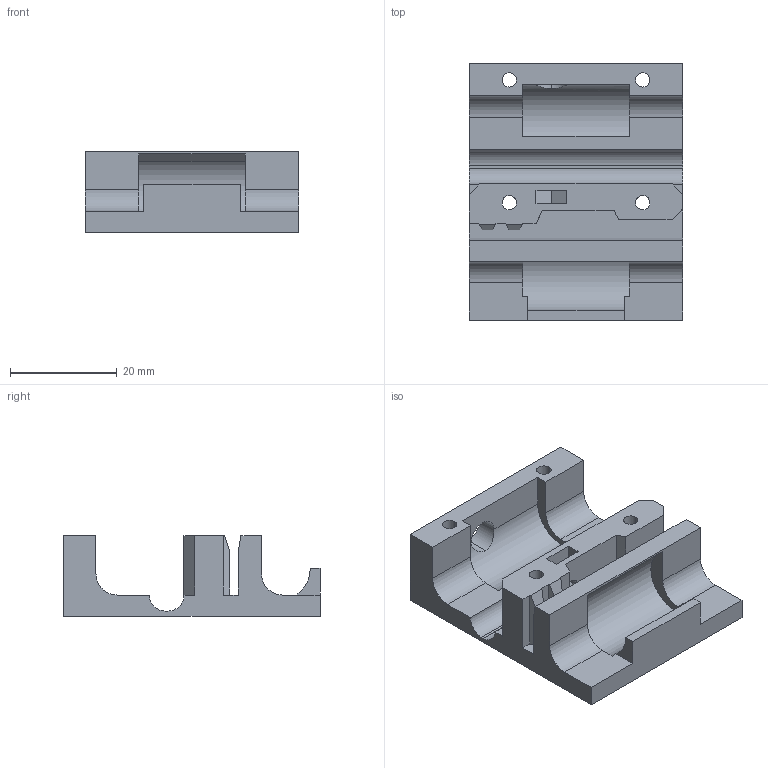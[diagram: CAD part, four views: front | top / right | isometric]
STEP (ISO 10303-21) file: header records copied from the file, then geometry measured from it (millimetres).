
FILE_DESCRIPTION (( 'STEP AP214' ), '1' );
FILE_NAME ('x-carriage 04.STEP', '2011-02-14T19:56:22', ( 'Owner' ), ( '22ndstreetcomputers.com' ), 'SwSTEP 2.0', 'SolidWorks 2010', '' );
FILE_SCHEMA (( 'AUTOMOTIVE_DESIGN' ));
Length unit declared in the file: millimetre
Products named in the file (1): x-carriage 04
Bounding box: 40 x 48 x 15.15 mm (x, y, z)
Volume: 13090.3 mm3; surface area: 8619.1 mm2
Topology: 1 solids, 1 shells, 79 faces, 226 edges, 150 vertices
Faces by surface type: plane 55, cylinder 24
Entity records: 2666 total; most frequent: CARTESIAN_POINT 490, ORIENTED_EDGE 452, DIRECTION 434, EDGE_CURVE 226, VECTOR 174, LINE 174, VERTEX_POINT 150, AXIS2_PLACEMENT_3D 130
